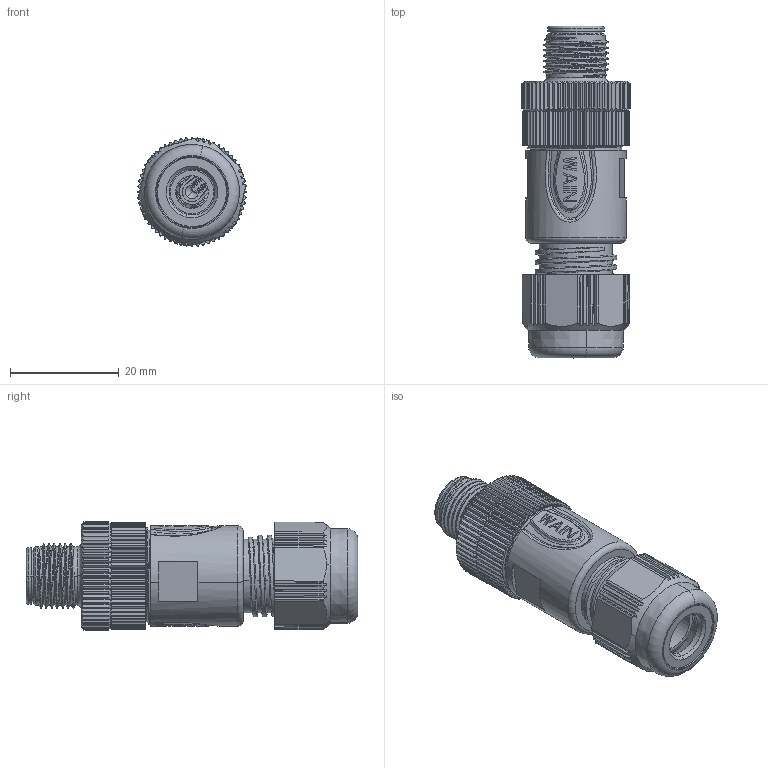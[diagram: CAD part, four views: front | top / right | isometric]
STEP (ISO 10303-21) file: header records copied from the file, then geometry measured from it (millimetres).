
FILE_DESCRIPTION((''),'2;1');
FILE_NAME('3D_1630044113102_M12P-M04A-T-D8','2017-06-23T',('y.wang'),(''),'PRO/ENGINEER BY PARAMETRIC TECHNOLOGY CORPORATION, 2012480','PRO/ENGINEER BY PARAMETRIC TECHNOLOGY CORPORATION, 2012480','');
FILE_SCHEMA(('CONFIG_CONTROL_DESIGN'));
Products named in the file (1): 3D_1630044113102_M12P-M04A-T-D8
Bounding box: 20 x 61 x 20 mm (x, y, z)
Volume: 9401.6 mm3; surface area: 303477.5 mm2
Topology: 1 solids, 1 shells, 1902 faces, 5466 edges, 3573 vertices
Faces by surface type: plane 760, cylinder 507, cone 278, bspline 171, torus 112, extrusion 66, sphere 8
Entity records: 99148 total; most frequent: CARTESIAN_POINT 52168, ORIENTED_EDGE 10896, DIRECTION 8450, EDGE_CURVE 5448, VERTEX_POINT 3573, AXIS2_PLACEMENT_3D 3167, VECTOR 2116, LINE 2050
